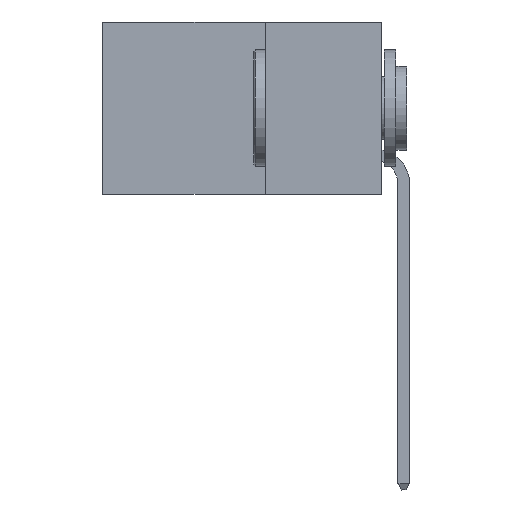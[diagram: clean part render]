
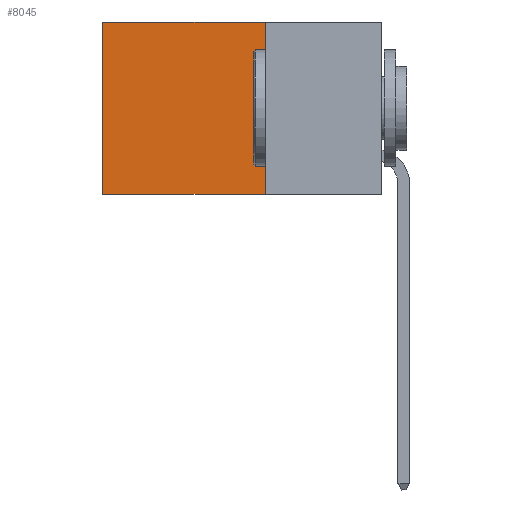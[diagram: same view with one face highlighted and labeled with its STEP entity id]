
A CAD part, left-side view. The second image highlights one B-rep face of the part: STEP entity #8045.
In plain terms, the highlighted planar face has unit normal (-1, 0, 0).
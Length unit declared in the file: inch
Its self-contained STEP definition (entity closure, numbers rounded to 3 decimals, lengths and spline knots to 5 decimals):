
#90 = EDGE_CURVE ( 'NONE', #11987, #3533, #12034, .T. ) ;
#112 = ORIENTED_EDGE ( 'NONE', *, *, #6629, .F. ) ;
#486 = VERTEX_POINT ( 'NONE', #3861 ) ;
#574 = PLANE ( 'NONE',  #5211 ) ;
#1414 = VERTEX_POINT ( 'NONE', #2823 ) ;
#1647 = LINE ( 'NONE', #8462, #9863 ) ;
#1702 = DIRECTION ( 'NONE',  ( 0., 0., -1. ) ) ;
#1825 = CARTESIAN_POINT ( 'NONE',  ( 0.2875, 0.25, 0. ) ) ;
#1836 = DIRECTION ( 'NONE',  ( 0., 1., 0. ) ) ;
#2098 = FACE_OUTER_BOUND ( 'NONE', #4902, .T. ) ;
#2293 = LINE ( 'NONE', #1825, #4823 ) ;
#2446 = CARTESIAN_POINT ( 'NONE',  ( 0.2875, 0.25, -0.37 ) ) ;
#2470 = DIRECTION ( 'NONE',  ( 0., 1., 0. ) ) ;
#2823 = CARTESIAN_POINT ( 'NONE',  ( 0.2875, 0.6, -0.37 ) ) ;
#2836 = EDGE_CURVE ( 'NONE', #486, #1414, #1647, .T. ) ;
#3533 = VERTEX_POINT ( 'NONE', #9642 ) ;
#3861 = CARTESIAN_POINT ( 'NONE',  ( 0.2875, 0.6, 0. ) ) ;
#3897 = VECTOR ( 'NONE', #2470, 39.37008 ) ;
#4147 = VECTOR ( 'NONE', #9540, 39.37008 ) ;
#4447 = ORIENTED_EDGE ( 'NONE', *, *, #90, .F. ) ;
#4734 = CARTESIAN_POINT ( 'NONE',  ( 0.2875, 0.25, 0. ) ) ;
#4823 = VECTOR ( 'NONE', #1836, 39.37008 ) ;
#4902 = EDGE_LOOP ( 'NONE', ( #8117, #112, #4447, #11371 ) ) ;
#5211 = AXIS2_PLACEMENT_3D ( 'NONE', #10858, #7957, #1702 ) ;
#5270 = EDGE_CURVE ( 'NONE', #11987, #486, #2293, .T. ) ;
#6629 = EDGE_CURVE ( 'NONE', #3533, #1414, #6900, .T. ) ;
#6900 = LINE ( 'NONE', #2446, #3897 ) ;
#7957 = DIRECTION ( 'NONE',  ( 1., 0., 0. ) ) ;
#8045 = ADVANCED_FACE ( 'NONE', ( #2098 ), #574, .F. ) ;
#8117 = ORIENTED_EDGE ( 'NONE', *, *, #2836, .T. ) ;
#8462 = CARTESIAN_POINT ( 'NONE',  ( 0.2875, 0.6, 0. ) ) ;
#8508 = CARTESIAN_POINT ( 'NONE',  ( 0.2875, 0.25, 0. ) ) ;
#9540 = DIRECTION ( 'NONE',  ( 0., 0., -1. ) ) ;
#9642 = CARTESIAN_POINT ( 'NONE',  ( 0.2875, 0.25, -0.37 ) ) ;
#9863 = VECTOR ( 'NONE', #12915, 39.37008 ) ;
#10858 = CARTESIAN_POINT ( 'NONE',  ( 0.2875, 0.25, 0. ) ) ;
#11371 = ORIENTED_EDGE ( 'NONE', *, *, #5270, .T. ) ;
#11987 = VERTEX_POINT ( 'NONE', #8508 ) ;
#12034 = LINE ( 'NONE', #4734, #4147 ) ;
#12915 = DIRECTION ( 'NONE',  ( 0., 0., -1. ) ) ;
